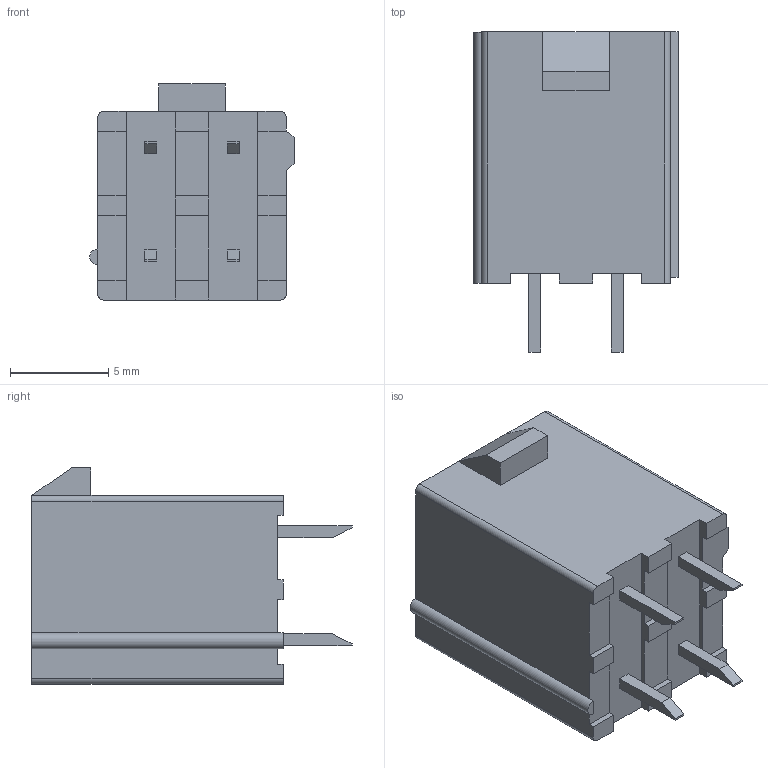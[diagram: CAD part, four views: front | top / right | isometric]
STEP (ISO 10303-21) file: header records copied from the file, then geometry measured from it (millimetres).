
FILE_DESCRIPTION((''),'1');
FILE_NAME('039281043','2002-04-27T',('gagurunandan'),(''),'PRO/ENGINEER BY PARAMETRIC TECHNOLOGY CORPORATION, 9902','PRO/ENGINEER BY PARAMETRIC TECHNOLOGY CORPORATION, 9902','');
FILE_SCHEMA(('CONFIG_CONTROL_DESIGN'));
Length unit declared in the file: millimetre
Products named in the file (1): 039281043
Bounding box: 10.4 x 16.3 x 11 mm (x, y, z)
Volume: 705.4 mm3; surface area: 1324 mm2
Topology: 1 solids, 1 shells, 123 faces, 322 edges, 213 vertices
Faces by surface type: plane 118, cylinder 5
Entity records: 3744 total; most frequent: CARTESIAN_POINT 658, ORIENTED_EDGE 644, DIRECTION 578, EDGE_CURVE 322, VECTOR 312, LINE 312, VERTEX_POINT 213, EDGE_LOOP 135
